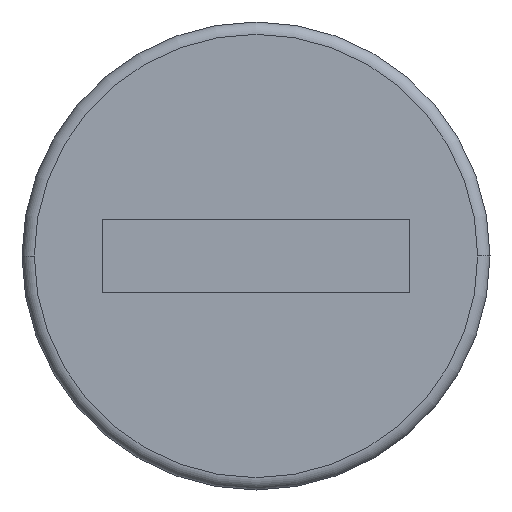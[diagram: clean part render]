
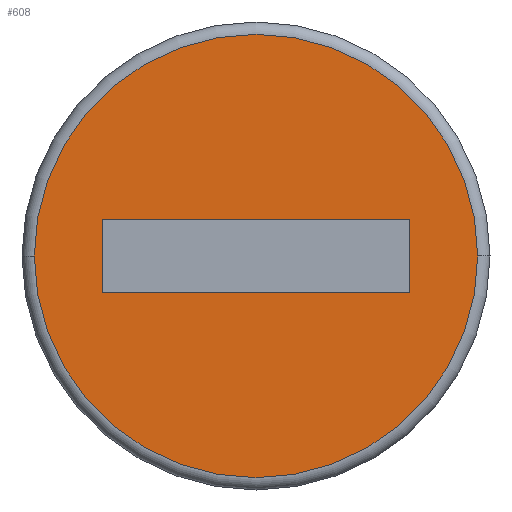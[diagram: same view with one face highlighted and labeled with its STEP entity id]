
A CAD part, left-side view. The second image highlights one B-rep face of the part: STEP entity #608.
In plain terms, the highlighted planar face has unit normal (-1, 0, 0).
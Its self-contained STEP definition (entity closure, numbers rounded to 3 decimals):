
#500=AXIS2_PLACEMENT_3D('Circle Axis2P3D',#498,#499,$) ;
#572=AXIS2_PLACEMENT_3D('Circle Axis2P3D',#570,#571,$) ;
#602=AXIS2_PLACEMENT_3D('Plane Axis2P3D',#599,#600,#601) ;
#495=CARTESIAN_POINT('Vertex',(-20.,18.,0.)) ;
#498=CARTESIAN_POINT('Axis2P3D Location',(-20.,0.,0.)) ;
#502=CARTESIAN_POINT('Vertex',(-20.,-18.,0.)) ;
#570=CARTESIAN_POINT('Axis2P3D Location',(-20.,0.,0.)) ;
#599=CARTESIAN_POINT('Axis2P3D Location',(-20.,0.,0.)) ;
#499=DIRECTION('Axis2P3D Direction',(1.,-0.,0.)) ;
#571=DIRECTION('Axis2P3D Direction',(1.,0.,-0.)) ;
#600=DIRECTION('Axis2P3D Direction',(1.,0.,0.)) ;
#601=DIRECTION('Axis2P3D XDirection',(0.,1.,0.)) ;
#605=ORIENTED_EDGE('',*,*,#574,.F.) ;
#606=ORIENTED_EDGE('',*,*,#504,.F.) ;
#608=ADVANCED_FACE('Body.2',(#607),#603,.F.) ;
#501=CIRCLE('generated circle',#500,18.) ;
#573=CIRCLE('generated circle',#572,18.) ;
#504=EDGE_CURVE('',#496,#503,#501,.T.) ;
#574=EDGE_CURVE('',#503,#496,#573,.T.) ;
#604=EDGE_LOOP('',(#605,#606)) ;
#607=FACE_OUTER_BOUND('',#604,.T.) ;
#603=PLANE('',#602) ;
#496=VERTEX_POINT('',#495) ;
#503=VERTEX_POINT('',#502) ;
